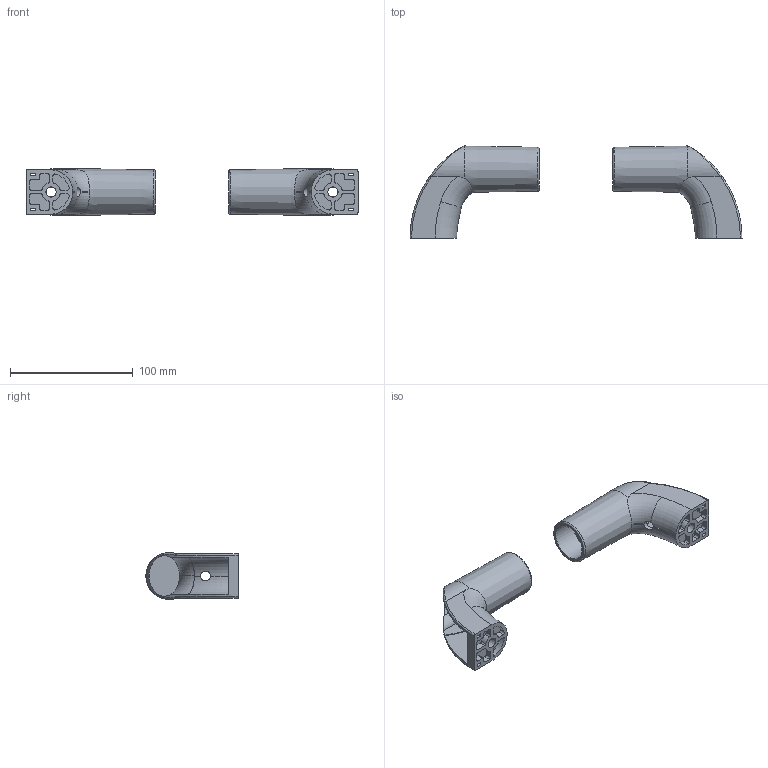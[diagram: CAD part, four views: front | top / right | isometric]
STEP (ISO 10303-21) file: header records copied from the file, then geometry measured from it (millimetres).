
FILE_DESCRIPTION(('FreeCAD Model'),'2;1');
FILE_NAME('Open CASCADE Shape Model','2024-03-20T10:13:58',(''),(''), 'Open CASCADE STEP processor 7.6','FreeCAD','Unknown');
FILE_SCHEMA(('AUTOMOTIVE_DESIGN { 1 0 10303 214 1 1 1 1 }'));
Length unit declared in the file: millimetre
Products named in the file (2): STI8-EP30; 092013-system_handle_1
Assembly tree (2 placements, depth 2):
  STI8-EP30
    092013-system_handle_1  x2
Bounding box: 270 x 75 x 37.99 mm (x, y, z)
Volume: 93416 mm3; surface area: 55726.4 mm2
Topology: 2 solids, 2 shells, 202 faces, 570 edges, 376 vertices
Faces by surface type: plane 86, cylinder 76, torus 22, cone 16, bspline 2
Full cylindrical faces by diameter (mm): 8 x2, 30.1 x2
Entity records: 9762 total; most frequent: CARTESIAN_POINT 4199, DIRECTION 988, ORIENTED_EDGE 570, PCURVE 570, DEFINITIONAL_REPRESENTATION 570, LINE 496, VECTOR 496, EDGE_CURVE 285
